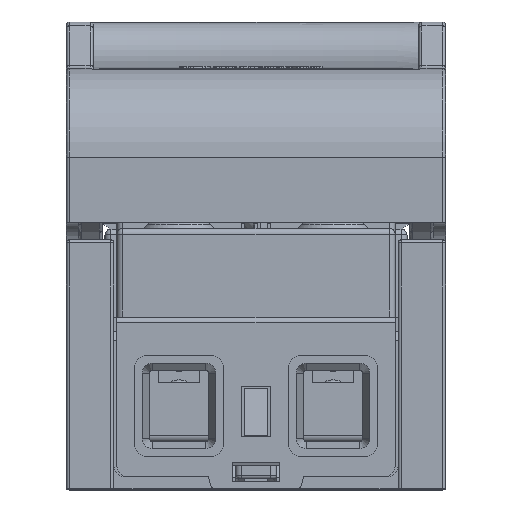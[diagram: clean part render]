
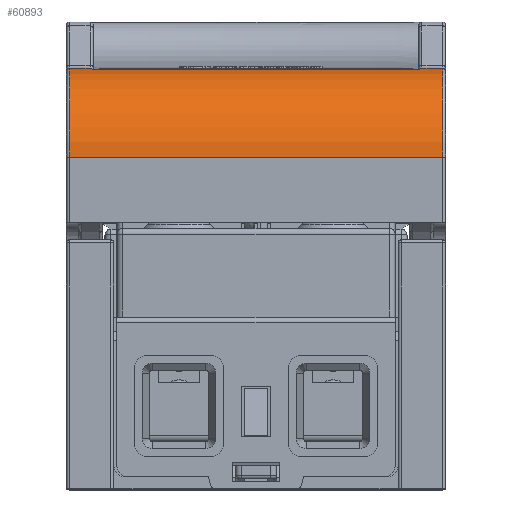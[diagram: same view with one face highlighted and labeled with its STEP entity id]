
A CAD part, top view. The second image highlights one B-rep face of the part: STEP entity #60893.
In plain terms, the highlighted cylindrical face has radius 15 mm (diameter 30 mm), a partial arc.
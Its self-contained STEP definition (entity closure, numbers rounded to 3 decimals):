
#39263=DIRECTION('',(1.,0.,0.));
#39264=VECTOR('',#39263,63.);
#39265=CARTESIAN_POINT('',(-31.5,11.,58.5));
#39266=LINE('',#39265,#39264);
#39285=CARTESIAN_POINT('',(-31.5,11.,43.5));
#39286=DIRECTION('',(1.,0.,0.));
#39287=DIRECTION('',(0.,1.,0.));
#39288=AXIS2_PLACEMENT_3D('',#39285,#39286,#39287);
#39290=CARTESIAN_POINT('',(-27.659,25.866,45.5));
#39291=CARTESIAN_POINT('',(-27.683,25.888,
45.334));
#39292=CARTESIAN_POINT('',(-27.735,25.928,
45.001));
#39293=CARTESIAN_POINT('',(-27.819,25.969,
44.501));
#39294=CARTESIAN_POINT('',(-27.909,25.994,
44.001));
#39295=CARTESIAN_POINT('',(-27.97,26.,43.667));
#39296=CARTESIAN_POINT('',(-28.,26.,43.5));
#39298=CARTESIAN_POINT('',(28.,26.,43.5));
#39299=CARTESIAN_POINT('',(27.934,26.,43.862));
#39300=CARTESIAN_POINT('',(27.807,25.974,44.557));
#39301=CARTESIAN_POINT('',(27.703,25.907,45.195));
#39302=CARTESIAN_POINT('',(27.659,25.866,45.5));
#39304=CARTESIAN_POINT('',(31.5,11.,43.5));
#39305=DIRECTION('',(1.,0.,0.));
#39306=DIRECTION('',(0.,1.,0.));
#39307=AXIS2_PLACEMENT_3D('',#39304,#39305,#39306);
#40629=DIRECTION('',(1.,0.,0.));
#40630=VECTOR('',#40629,3.5);
#40631=CARTESIAN_POINT('',(-31.5,26.,43.5));
#40632=LINE('',#40631,#40630);
#40641=DIRECTION('',(1.,0.,0.));
#40642=VECTOR('',#40641,3.5);
#40643=CARTESIAN_POINT('',(28.,26.,43.5));
#40644=LINE('',#40643,#40642);
#46864=DIRECTION('',(-1.,0.,0.));
#46865=VECTOR('',#46864,55.319);
#46866=CARTESIAN_POINT('',(27.659,25.866,45.5));
#46867=LINE('',#46866,#46865);
#50928=CARTESIAN_POINT('',(27.659,25.866,45.5));
#50930=VERTEX_POINT('',#50928);
#50932=VERTEX_POINT('',#39298);
#50952=CARTESIAN_POINT('',(-27.659,25.866,45.5));
#50954=VERTEX_POINT('',#50952);
#50955=VERTEX_POINT('',#39296);
#51176=CARTESIAN_POINT('',(-31.5,11.,58.5));
#51177=VERTEX_POINT('',#51176);
#51178=CARTESIAN_POINT('',(-31.5,26.,43.5));
#51179=VERTEX_POINT('',#51178);
#51280=CARTESIAN_POINT('',(31.5,11.,58.5));
#51281=VERTEX_POINT('',#51280);
#51292=CARTESIAN_POINT('',(31.5,26.,43.5));
#51293=VERTEX_POINT('',#51292);
#60871=CARTESIAN_POINT('',(-115.43,11.,43.5));
#60872=DIRECTION('',(1.,0.,0.));
#60873=DIRECTION('',(0.,1.,0.));
#60874=AXIS2_PLACEMENT_3D('',#60871,#60872,#60873);
#60875=CYLINDRICAL_SURFACE('',#60874,15.);
#60877=ORIENTED_EDGE('',*,*,#60876,.F.);
#60879=ORIENTED_EDGE('',*,*,#60878,.T.);
#60881=ORIENTED_EDGE('',*,*,#60880,.F.);
#60883=ORIENTED_EDGE('',*,*,#60882,.F.);
#60885=ORIENTED_EDGE('',*,*,#60884,.F.);
#60887=ORIENTED_EDGE('',*,*,#60886,.T.);
#60889=ORIENTED_EDGE('',*,*,#60888,.T.);
#60890=ORIENTED_EDGE('',*,*,#60848,.F.);
#60891=EDGE_LOOP('',(#60877,#60879,#60881,#60883,#60885,#60887,#60889,#60890));
#60892=FACE_OUTER_BOUND('',#60891,.F.);
#60893=ADVANCED_FACE('',(#60892),#60875,.T.);
#39289=CIRCLE('',#39288,15.);
#39297=B_SPLINE_CURVE_WITH_KNOTS('',3,(#39290,#39291,#39292,#39293,#39294,
#39295,#39296),.UNSPECIFIED.,.F.,.F.,(4,1,1,1,4),(0.,0.25,0.5,0.75,
1.),.UNSPECIFIED.);
#39303=B_SPLINE_CURVE_WITH_KNOTS('',3,(#39298,#39299,#39300,#39301,#39302),
.UNSPECIFIED.,.F.,.F.,(4,1,4),(0.,0.5,1.),.UNSPECIFIED.);
#39308=CIRCLE('',#39307,15.);
#60848=EDGE_CURVE('',#51177,#51281,#39266,.T.);
#60876=EDGE_CURVE('',#51179,#51177,#39289,.T.);
#60878=EDGE_CURVE('',#51179,#50955,#40632,.T.);
#60880=EDGE_CURVE('',#50954,#50955,#39297,.T.);
#60882=EDGE_CURVE('',#50930,#50954,#46867,.T.);
#60884=EDGE_CURVE('',#50932,#50930,#39303,.T.);
#60886=EDGE_CURVE('',#50932,#51293,#40644,.T.);
#60888=EDGE_CURVE('',#51293,#51281,#39308,.T.);
